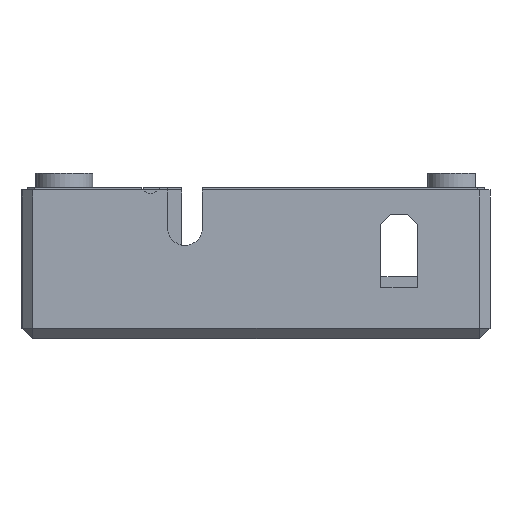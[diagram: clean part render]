
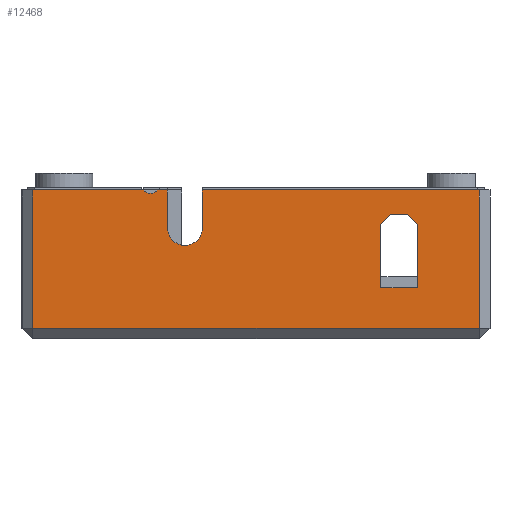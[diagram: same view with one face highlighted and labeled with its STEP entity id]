
A CAD part, front view. The second image highlights one B-rep face of the part: STEP entity #12468.
In plain terms, the highlighted planar face has unit normal (0, -1, 0).
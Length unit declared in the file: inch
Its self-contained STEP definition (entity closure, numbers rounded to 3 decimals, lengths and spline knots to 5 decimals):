
#141=FACE_BOUND('',#1867,.T.);
#365=CIRCLE('',#13287,0.09843);
#366=CIRCLE('',#13289,0.05118);
#625=PLANE('',#13288);
#1111=FACE_OUTER_BOUND('',#1866,.T.);
#1866=EDGE_LOOP('',(#9562,#9563,#9564,#9565,#9566,#9567,#9568,#9569,#9570,
#9571));
#1867=EDGE_LOOP('',(#9572,#9573,#9574,#9575,#9576,#9577));
#2692=LINE('',#17923,#3932);
#2842=LINE('',#18856,#4082);
#2844=LINE('',#18860,#4084);
#2846=LINE('',#18864,#4086);
#2849=LINE('',#18869,#4089);
#2851=LINE('',#18872,#4091);
#2853=LINE('',#18878,#4093);
#2865=LINE('',#18900,#4105);
#2866=LINE('',#18905,#4106);
#2867=LINE('',#18909,#4107);
#2868=LINE('',#18911,#4108);
#2869=LINE('',#18913,#4109);
#2870=LINE('',#18915,#4110);
#2871=LINE('',#18916,#4111);
#3932=VECTOR('',#14506,0.3937);
#4082=VECTOR('',#14728,0.3937);
#4084=VECTOR('',#14732,0.3937);
#4086=VECTOR('',#14736,0.3937);
#4089=VECTOR('',#14741,0.3937);
#4091=VECTOR('',#14745,0.3937);
#4093=VECTOR('',#14749,0.3937);
#4105=VECTOR('',#14763,0.3937);
#4106=VECTOR('',#14770,0.3937);
#4107=VECTOR('',#14773,0.3937);
#4108=VECTOR('',#14774,0.3937);
#4109=VECTOR('',#14775,0.3937);
#4110=VECTOR('',#14776,0.3937);
#4111=VECTOR('',#14777,0.3937);
#5610=VERTEX_POINT('',#17920);
#5611=VERTEX_POINT('',#17922);
#5888=VERTEX_POINT('',#18855);
#5889=VERTEX_POINT('',#18859);
#5890=VERTEX_POINT('',#18863);
#5891=VERTEX_POINT('',#18868);
#5892=VERTEX_POINT('',#18874);
#5894=VERTEX_POINT('',#18877);
#5899=VERTEX_POINT('',#18889);
#5903=VERTEX_POINT('',#18898);
#5904=VERTEX_POINT('',#18904);
#5905=VERTEX_POINT('',#18906);
#5906=VERTEX_POINT('',#18908);
#5907=VERTEX_POINT('',#18910);
#5908=VERTEX_POINT('',#18912);
#5909=VERTEX_POINT('',#18914);
#6980=EDGE_CURVE('',#5611,#5610,#2692,.T.);
#7270=EDGE_CURVE('',#5610,#5888,#2842,.T.);
#7272=EDGE_CURVE('',#5889,#5611,#2844,.T.);
#7274=EDGE_CURVE('',#5890,#5889,#2846,.T.);
#7277=EDGE_CURVE('',#5891,#5890,#2849,.T.);
#7279=EDGE_CURVE('',#5888,#5891,#2851,.T.);
#7281=EDGE_CURVE('',#5894,#5892,#2853,.T.);
#7293=EDGE_CURVE('',#5899,#5903,#2865,.T.);
#7294=EDGE_CURVE('',#5903,#5894,#365,.T.);
#7295=EDGE_CURVE('',#5892,#5904,#2866,.T.);
#7296=EDGE_CURVE('',#5904,#5905,#366,.T.);
#7297=EDGE_CURVE('',#5905,#5906,#2867,.T.);
#7298=EDGE_CURVE('',#5907,#5906,#2868,.T.);
#7299=EDGE_CURVE('',#5908,#5907,#2869,.T.);
#7300=EDGE_CURVE('',#5909,#5908,#2870,.T.);
#7301=EDGE_CURVE('',#5909,#5899,#2871,.T.);
#9562=ORIENTED_EDGE('',*,*,#7293,.T.);
#9563=ORIENTED_EDGE('',*,*,#7294,.T.);
#9564=ORIENTED_EDGE('',*,*,#7281,.T.);
#9565=ORIENTED_EDGE('',*,*,#7295,.T.);
#9566=ORIENTED_EDGE('',*,*,#7296,.T.);
#9567=ORIENTED_EDGE('',*,*,#7297,.T.);
#9568=ORIENTED_EDGE('',*,*,#7298,.F.);
#9569=ORIENTED_EDGE('',*,*,#7299,.F.);
#9570=ORIENTED_EDGE('',*,*,#7300,.F.);
#9571=ORIENTED_EDGE('',*,*,#7301,.T.);
#9572=ORIENTED_EDGE('',*,*,#7270,.T.);
#9573=ORIENTED_EDGE('',*,*,#7279,.T.);
#9574=ORIENTED_EDGE('',*,*,#7277,.T.);
#9575=ORIENTED_EDGE('',*,*,#7274,.T.);
#9576=ORIENTED_EDGE('',*,*,#7272,.T.);
#9577=ORIENTED_EDGE('',*,*,#6980,.T.);
#12468=ADVANCED_FACE('',(#1111,#141),#625,.T.);
#13287=AXIS2_PLACEMENT_3D('',#18902,#14766,#14767);
#13288=AXIS2_PLACEMENT_3D('',#18903,#14768,#14769);
#13289=AXIS2_PLACEMENT_3D('',#18907,#14771,#14772);
#14506=DIRECTION('',(0.,0.,1.));
#14728=DIRECTION('',(0.707,0.,0.707));
#14732=DIRECTION('',(-1.,0.,0.));
#14736=DIRECTION('',(0.,0.,-1.));
#14741=DIRECTION('',(0.707,0.,-0.707));
#14745=DIRECTION('',(1.,0.,0.));
#14749=DIRECTION('',(0.,0.,1.));
#14763=DIRECTION('',(0.,0.,-1.));
#14766=DIRECTION('center_axis',(0.,1.,0.));
#14767=DIRECTION('ref_axis',(1.,0.,0.));
#14768=DIRECTION('center_axis',(0.,-1.,0.));
#14769=DIRECTION('ref_axis',(1.,0.,0.));
#14770=DIRECTION('',(-1.,0.,0.));
#14771=DIRECTION('center_axis',(0.,1.,0.));
#14772=DIRECTION('ref_axis',(-1.,0.,0.));
#14773=DIRECTION('',(-1.,0.,0.));
#14774=DIRECTION('',(0.,0.,1.));
#14775=DIRECTION('',(-1.,0.,0.));
#14776=DIRECTION('',(0.,0.,-1.));
#14777=DIRECTION('',(-1.,0.,0.));
#17920=CARTESIAN_POINT('',(2.01599,0.,-0.46222));
#17922=CARTESIAN_POINT('',(2.01599,0.,-0.81918));
#17923=CARTESIAN_POINT('',(2.01599,0.,-0.40959));
#18855=CARTESIAN_POINT('',(2.07242,0.,-0.40579));
#18856=CARTESIAN_POINT('',(1.62755,0.,-0.85066));
#18859=CARTESIAN_POINT('',(2.22268,0.,-0.81918));
#18860=CARTESIAN_POINT('',(1.11134,0.,-0.81918));
#18863=CARTESIAN_POINT('',(2.22268,0.,-0.46222));
#18864=CARTESIAN_POINT('',(2.22268,0.,-0.23111));
#18868=CARTESIAN_POINT('',(2.16625,0.,-0.40579));
#18869=CARTESIAN_POINT('',(1.52324,0.,0.23722));
#18872=CARTESIAN_POINT('',(1.03621,0.,-0.40579));
#18874=CARTESIAN_POINT('',(0.81695,0.,-0.26858));
#18877=CARTESIAN_POINT('',(0.81695,0.,-0.48107));
#18878=CARTESIAN_POINT('',(0.81695,0.,-0.24053));
#18889=CARTESIAN_POINT('',(1.0138,0.,-0.26858));
#18898=CARTESIAN_POINT('',(1.0138,0.,-0.48107));
#18900=CARTESIAN_POINT('',(1.0138,0.,-0.06876));
#18902=CARTESIAN_POINT('Origin',(0.91538,0.,-0.48107));
#18903=CARTESIAN_POINT('Origin',(0.,0.,0.));
#18904=CARTESIAN_POINT('',(0.76209,0.,-0.26858));
#18905=CARTESIAN_POINT('',(0.,0.,-0.26858));
#18906=CARTESIAN_POINT('',(0.68279,0.,-0.26858));
#18907=CARTESIAN_POINT('Origin',(0.72244,0.,-0.23622));
#18908=CARTESIAN_POINT('',(0.05906,0.,-0.26858));
#18909=CARTESIAN_POINT('',(0.,0.,-0.26858));
#18910=CARTESIAN_POINT('',(0.05906,0.,-1.04693));
#18911=CARTESIAN_POINT('',(0.05906,0.,0.));
#18912=CARTESIAN_POINT('',(2.57087,0.,-1.04693));
#18913=CARTESIAN_POINT('',(0.65748,0.,-1.04693));
#18914=CARTESIAN_POINT('',(2.57087,0.,-0.26858));
#18915=CARTESIAN_POINT('',(2.57087,0.,-0.28368));
#18916=CARTESIAN_POINT('',(0.,0.,-0.26858));
